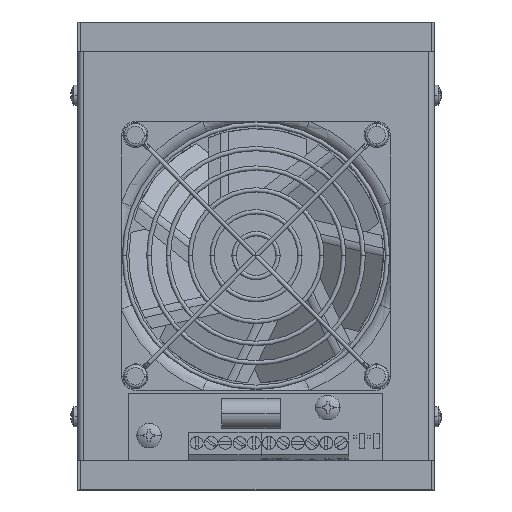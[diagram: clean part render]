
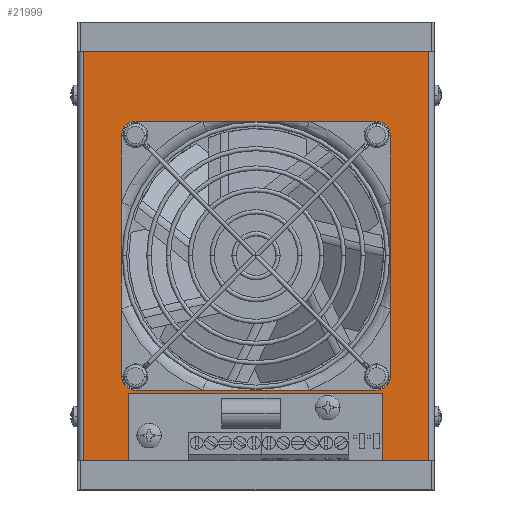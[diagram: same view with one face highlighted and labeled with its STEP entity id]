
A CAD part, top view. The second image highlights one B-rep face of the part: STEP entity #21999.
In plain terms, the highlighted planar face has unit normal (0, 0, 1).
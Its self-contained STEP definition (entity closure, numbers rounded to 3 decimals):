
#643 = DIRECTION ( 'NONE',  ( 0., -1., 0. ) ) ;
#644 = AXIS2_PLACEMENT_3D ( 'NONE', #4300, #11472, #7988 ) ;
#1011 = ORIENTED_EDGE ( 'NONE', *, *, #47086, .F. ) ;
#1543 = EDGE_CURVE ( 'NONE', #26163, #2405, #13348, .T. ) ;
#1813 = ORIENTED_EDGE ( 'NONE', *, *, #1543, .F. ) ;
#2351 = EDGE_CURVE ( 'NONE', #24360, #21532, #22660, .T. ) ;
#2405 = VERTEX_POINT ( 'NONE', #30776 ) ;
#2485 = DIRECTION ( 'NONE',  ( 0., 0., 1. ) ) ;
#2508 = CARTESIAN_POINT ( 'NONE',  ( -46., 40.999, 57. ) ) ;
#2711 = AXIS2_PLACEMENT_3D ( 'NONE', #9308, #38074, #41601 ) ;
#2717 = CARTESIAN_POINT ( 'NONE',  ( -46., -41.001, 57. ) ) ;
#3855 = CARTESIAN_POINT ( 'NONE',  ( -46., -70., 57. ) ) ;
#4300 = CARTESIAN_POINT ( 'NONE',  ( -41., -41.001, 57. ) ) ;
#4744 = ORIENTED_EDGE ( 'NONE', *, *, #46343, .F. ) ;
#5309 = EDGE_CURVE ( 'NONE', #20428, #31906, #32477, .T. ) ;
#5372 = ORIENTED_EDGE ( 'NONE', *, *, #5309, .F. ) ;
#5426 = CARTESIAN_POINT ( 'NONE',  ( -59., -70., 57. ) ) ;
#5743 = VECTOR ( 'NONE', #13272, 1000. ) ;
#5863 = CARTESIAN_POINT ( 'NONE',  ( 41., -41.001, 57. ) ) ;
#7988 = DIRECTION ( 'NONE',  ( 1., 0., 0. ) ) ;
#8119 = CARTESIAN_POINT ( 'NONE',  ( 41., -46.001, 57. ) ) ;
#8451 = ORIENTED_EDGE ( 'NONE', *, *, #34629, .F. ) ;
#8487 = VECTOR ( 'NONE', #38956, 1000. ) ;
#9308 = CARTESIAN_POINT ( 'NONE',  ( -60., -70., 57. ) ) ;
#9781 = VERTEX_POINT ( 'NONE', #2508 ) ;
#10435 = CARTESIAN_POINT ( 'NONE',  ( -41., -46.001, 57. ) ) ;
#10675 = LINE ( 'NONE', #35132, #32730 ) ;
#11472 = DIRECTION ( 'NONE',  ( 0., 0., 1. ) ) ;
#12475 = LINE ( 'NONE', #5426, #14169 ) ;
#12982 = DIRECTION ( 'NONE',  ( 0., -1., 0. ) ) ;
#13194 = ORIENTED_EDGE ( 'NONE', *, *, #37981, .F. ) ;
#13272 = DIRECTION ( 'NONE',  ( 1., 0., 0. ) ) ;
#13348 = CIRCLE ( 'NONE', #40788, 5. ) ;
#13691 = LINE ( 'NONE', #19331, #5743 ) ;
#13729 = VERTEX_POINT ( 'NONE', #34968 ) ;
#13773 = ORIENTED_EDGE ( 'NONE', *, *, #43292, .F. ) ;
#14169 = VECTOR ( 'NONE', #30757, 1000. ) ;
#15247 = CARTESIAN_POINT ( 'NONE',  ( 59., 70., 57. ) ) ;
#15419 = VECTOR ( 'NONE', #22866, 1000. ) ;
#17291 = AXIS2_PLACEMENT_3D ( 'NONE', #19644, #19963, #23299 ) ;
#17561 = DIRECTION ( 'NONE',  ( 1., 0., 0. ) ) ;
#17818 = ORIENTED_EDGE ( 'NONE', *, *, #24184, .F. ) ;
#19206 = CARTESIAN_POINT ( 'NONE',  ( -59., 70., 57. ) ) ;
#19331 = CARTESIAN_POINT ( 'NONE',  ( -60., -46.001, 57. ) ) ;
#19644 = CARTESIAN_POINT ( 'NONE',  ( -41., 40.999, 57. ) ) ;
#19959 = LINE ( 'NONE', #3855, #26162 ) ;
#19963 = DIRECTION ( 'NONE',  ( 0., 0., 1. ) ) ;
#20428 = VERTEX_POINT ( 'NONE', #37246 ) ;
#20947 = EDGE_CURVE ( 'NONE', #23386, #13729, #40909, .T. ) ;
#21532 = VERTEX_POINT ( 'NONE', #39452 ) ;
#21746 = VECTOR ( 'NONE', #43372, 1000. ) ;
#21999 = ADVANCED_FACE ( 'NONE', ( #34610, #38002 ), #23719, .F. ) ;
#22660 = CIRCLE ( 'NONE', #34762, 5. ) ;
#22866 = DIRECTION ( 'NONE',  ( -1., 0., 0. ) ) ;
#23299 = DIRECTION ( 'NONE',  ( 1., 0., 0. ) ) ;
#23386 = VERTEX_POINT ( 'NONE', #15247 ) ;
#23719 = PLANE ( 'NONE',  #2711 ) ;
#24184 = EDGE_CURVE ( 'NONE', #2405, #45331, #24921, .T. ) ;
#24360 = VERTEX_POINT ( 'NONE', #8119 ) ;
#24848 = DIRECTION ( 'NONE',  ( 0., 0., 1. ) ) ;
#24921 = LINE ( 'NONE', #42820, #8487 ) ;
#25294 = CARTESIAN_POINT ( 'NONE',  ( -60., -70., 57. ) ) ;
#26162 = VECTOR ( 'NONE', #643, 1000. ) ;
#26163 = VERTEX_POINT ( 'NONE', #32196 ) ;
#28228 = CIRCLE ( 'NONE', #17291, 5. ) ;
#30486 = ORIENTED_EDGE ( 'NONE', *, *, #2351, .F. ) ;
#30757 = DIRECTION ( 'NONE',  ( 0., 1., 0. ) ) ;
#30776 = CARTESIAN_POINT ( 'NONE',  ( 41., 45.999, 57. ) ) ;
#31076 = VECTOR ( 'NONE', #12982, 1000. ) ;
#31906 = VERTEX_POINT ( 'NONE', #38505 ) ;
#32196 = CARTESIAN_POINT ( 'NONE',  ( 46., 40.999, 57. ) ) ;
#32477 = LINE ( 'NONE', #25294, #21746 ) ;
#32730 = VECTOR ( 'NONE', #42608, 1000. ) ;
#33610 = EDGE_LOOP ( 'NONE', ( #39208, #30486, #1011, #13194, #4744, #40218, #17818, #1813 ) ) ;
#34055 = CARTESIAN_POINT ( 'NONE',  ( 59., -70., 57. ) ) ;
#34610 = FACE_OUTER_BOUND ( 'NONE', #41997, .T. ) ;
#34629 = EDGE_CURVE ( 'NONE', #31906, #13729, #12475, .T. ) ;
#34762 = AXIS2_PLACEMENT_3D ( 'NONE', #5863, #24848, #42611 ) ;
#34968 = CARTESIAN_POINT ( 'NONE',  ( -59., 70., 57. ) ) ;
#35085 = EDGE_CURVE ( 'NONE', #45331, #9781, #28228, .T. ) ;
#35132 = CARTESIAN_POINT ( 'NONE',  ( 46., -70., 57. ) ) ;
#35221 = EDGE_CURVE ( 'NONE', #21532, #26163, #10675, .T. ) ;
#36367 = VERTEX_POINT ( 'NONE', #2717 ) ;
#37246 = CARTESIAN_POINT ( 'NONE',  ( 59., -70., 57. ) ) ;
#37981 = EDGE_CURVE ( 'NONE', #36367, #45210, #41018, .T. ) ;
#38002 = FACE_BOUND ( 'NONE', #33610, .T. ) ;
#38074 = DIRECTION ( 'NONE',  ( 0., 0., -1. ) ) ;
#38505 = CARTESIAN_POINT ( 'NONE',  ( -59., -70., 57. ) ) ;
#38956 = DIRECTION ( 'NONE',  ( -1., 0., 0. ) ) ;
#38965 = LINE ( 'NONE', #34055, #31076 ) ;
#39208 = ORIENTED_EDGE ( 'NONE', *, *, #35221, .F. ) ;
#39452 = CARTESIAN_POINT ( 'NONE',  ( 46., -41.001, 57. ) ) ;
#39865 = ORIENTED_EDGE ( 'NONE', *, *, #20947, .T. ) ;
#40218 = ORIENTED_EDGE ( 'NONE', *, *, #35085, .F. ) ;
#40788 = AXIS2_PLACEMENT_3D ( 'NONE', #42759, #2485, #17561 ) ;
#40909 = LINE ( 'NONE', #19206, #15419 ) ;
#41018 = CIRCLE ( 'NONE', #644, 5. ) ;
#41601 = DIRECTION ( 'NONE',  ( -1., 0., 0. ) ) ;
#41997 = EDGE_LOOP ( 'NONE', ( #5372, #13773, #39865, #8451 ) ) ;
#42608 = DIRECTION ( 'NONE',  ( 0., 1., 0. ) ) ;
#42611 = DIRECTION ( 'NONE',  ( 1., 0., 0. ) ) ;
#42759 = CARTESIAN_POINT ( 'NONE',  ( 41., 40.999, 57. ) ) ;
#42820 = CARTESIAN_POINT ( 'NONE',  ( -60., 45.999, 57. ) ) ;
#43292 = EDGE_CURVE ( 'NONE', #23386, #20428, #38965, .T. ) ;
#43372 = DIRECTION ( 'NONE',  ( -1., 0., 0. ) ) ;
#43870 = CARTESIAN_POINT ( 'NONE',  ( -41., 45.999, 57. ) ) ;
#45210 = VERTEX_POINT ( 'NONE', #10435 ) ;
#45331 = VERTEX_POINT ( 'NONE', #43870 ) ;
#46343 = EDGE_CURVE ( 'NONE', #9781, #36367, #19959, .T. ) ;
#47086 = EDGE_CURVE ( 'NONE', #45210, #24360, #13691, .T. ) ;
